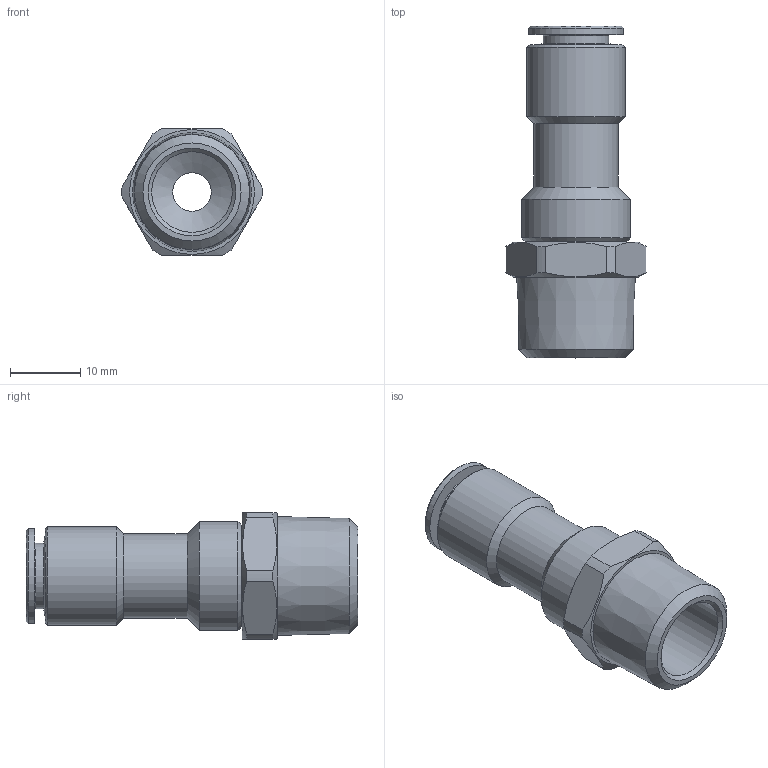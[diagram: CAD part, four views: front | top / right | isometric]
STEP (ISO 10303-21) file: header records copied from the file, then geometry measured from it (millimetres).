
FILE_DESCRIPTION( ( 'STEP AP214' ), '1' );
FILE_NAME( 'psolqas_11096_18.stp', '2020-12-01T17:06:06', ( 'License CC BY-ND 4.0' ), ( 'CADENAS' ), ' ', 'PARTsolutions', ' ' );
FILE_SCHEMA( ( 'AUTOMOTIVE_DESIGN { 1 0 10303 214 1 1 1 1 }' ) );
Length unit declared in the file: metre
Products named in the file (1): Rivoluzione1
Bounding box: 19.99 x 47.3 x 18 mm (x, y, z)
Volume: 5465.3 mm3; surface area: 3985 mm2
Topology: 1 solids, 1 shells, 44 faces, 102 edges, 65 vertices
Faces by surface type: cone 15, cylinder 15, plane 13, torus 1
Full cylindrical faces by diameter (mm): 5.5 x1, 8.15 x1, 9.4 x1, 11.5 x1, 12 x1, 13.5 x1, 14 x1, 14.3 x1, 15.5 x1
Entity records: 1514 total; most frequent: CARTESIAN_POINT 271, DIRECTION 188, ORIENTED_EDGE 142, AXIS2_PLACEMENT_3D 88, EDGE_LOOP 76, EDGE_CURVE 71, VERTEX_POINT 59, FACE_OUTER_BOUND 54
